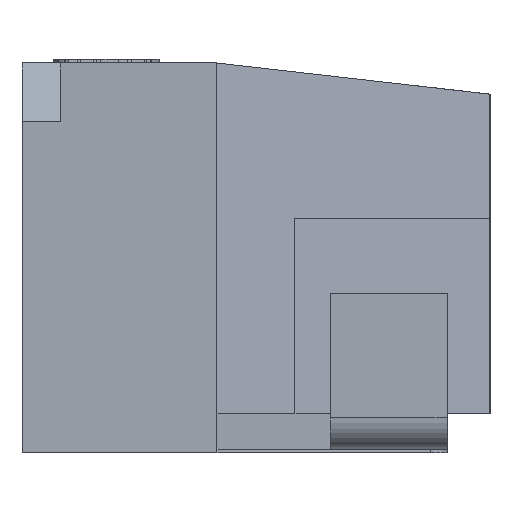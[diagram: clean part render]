
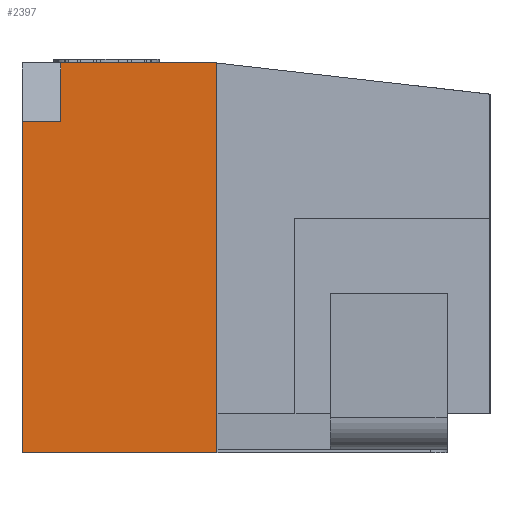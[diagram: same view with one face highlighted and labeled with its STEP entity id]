
A CAD part, left-side view. The second image highlights one B-rep face of the part: STEP entity #2397.
In plain terms, the highlighted planar face has unit normal (-1, 0, 0).
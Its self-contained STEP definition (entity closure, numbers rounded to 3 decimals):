
#363 = DIRECTION ( 'NONE',  ( -1., 0., 0. ) ) ;
#846 = VECTOR ( 'NONE', #14996, 1000. ) ;
#848 = ORIENTED_EDGE ( 'NONE', *, *, #4102, .F. ) ;
#905 = CARTESIAN_POINT ( 'NONE',  ( -1.75, 0.5, 0. ) ) ;
#1005 = VECTOR ( 'NONE', #6664, 1000. ) ;
#1182 = CARTESIAN_POINT ( 'NONE',  ( -1.75, 0.5, -0.5 ) ) ;
#1495 = CARTESIAN_POINT ( 'NONE',  ( -1.75, 0., -0.4 ) ) ;
#2220 = EDGE_CURVE ( 'NONE', #3666, #16530, #13118, .T. ) ;
#2271 = ORIENTED_EDGE ( 'NONE', *, *, #2220, .T. ) ;
#2301 = EDGE_CURVE ( 'NONE', #2954, #3666, #12847, .T. ) ;
#2397 = ADVANCED_FACE ( 'NONE', ( #11087 ), #10733, .T. ) ;
#2626 = EDGE_CURVE ( 'NONE', #16472, #2954, #11590, .T. ) ;
#2954 = VERTEX_POINT ( 'NONE', #4152 ) ;
#3156 = ORIENTED_EDGE ( 'NONE', *, *, #5030, .F. ) ;
#3219 = ORIENTED_EDGE ( 'NONE', *, *, #6875, .F. ) ;
#3666 = VERTEX_POINT ( 'NONE', #11485 ) ;
#4102 = EDGE_CURVE ( 'NONE', #14704, #16977, #16076, .T. ) ;
#4134 = DIRECTION ( 'NONE',  ( 0., 0., -1. ) ) ;
#4152 = CARTESIAN_POINT ( 'NONE',  ( -1.75, 0.5, 0.35 ) ) ;
#4303 = LINE ( 'NONE', #7952, #11692 ) ;
#5030 = EDGE_CURVE ( 'NONE', #16472, #10255, #12131, .T. ) ;
#5299 = EDGE_LOOP ( 'NONE', ( #7595, #16383, #2271, #3219, #848, #12404, #3156 ) ) ;
#5332 = CARTESIAN_POINT ( 'NONE',  ( -1.75, 0., 0. ) ) ;
#6142 = VECTOR ( 'NONE', #8727, 1000. ) ;
#6664 = DIRECTION ( 'NONE',  ( 0., -1., 0. ) ) ;
#6875 = EDGE_CURVE ( 'NONE', #16977, #16530, #4303, .T. ) ;
#7595 = ORIENTED_EDGE ( 'NONE', *, *, #2626, .T. ) ;
#7814 = LINE ( 'NONE', #14531, #1005 ) ;
#7952 = CARTESIAN_POINT ( 'NONE',  ( -1.75, 0., -0.5 ) ) ;
#8727 = DIRECTION ( 'NONE',  ( 0., 0., -1. ) ) ;
#8925 = VECTOR ( 'NONE', #11790, 1000. ) ;
#9064 = CARTESIAN_POINT ( 'NONE',  ( -1.75, 0., 0.5 ) ) ;
#9819 = VECTOR ( 'NONE', #4134, 1000. ) ;
#10255 = VERTEX_POINT ( 'NONE', #12852 ) ;
#10488 = CARTESIAN_POINT ( 'NONE',  ( -1.75, 0.4, 0.35 ) ) ;
#10659 = CARTESIAN_POINT ( 'NONE',  ( -1.75, 0., -0.5 ) ) ;
#10733 = PLANE ( 'NONE',  #16854 ) ;
#11087 = FACE_OUTER_BOUND ( 'NONE', #5299, .T. ) ;
#11485 = CARTESIAN_POINT ( 'NONE',  ( -1.75, 0.5, -0.5 ) ) ;
#11590 = LINE ( 'NONE', #13245, #15143 ) ;
#11692 = VECTOR ( 'NONE', #12047, 1000. ) ;
#11790 = DIRECTION ( 'NONE',  ( 0., -1., 0. ) ) ;
#12047 = DIRECTION ( 'NONE',  ( 0., 0., -1. ) ) ;
#12131 = LINE ( 'NONE', #13539, #846 ) ;
#12404 = ORIENTED_EDGE ( 'NONE', *, *, #13998, .F. ) ;
#12847 = LINE ( 'NONE', #905, #6142 ) ;
#12852 = CARTESIAN_POINT ( 'NONE',  ( -1.75, 0.4, 0.5 ) ) ;
#13118 = LINE ( 'NONE', #1182, #8925 ) ;
#13245 = CARTESIAN_POINT ( 'NONE',  ( -1.75, 0.4, 0.35 ) ) ;
#13539 = CARTESIAN_POINT ( 'NONE',  ( -1.75, 0.4, 0.5 ) ) ;
#13998 = EDGE_CURVE ( 'NONE', #10255, #14704, #7814, .T. ) ;
#14531 = CARTESIAN_POINT ( 'NONE',  ( -1.75, 0.5, 0.5 ) ) ;
#14651 = CARTESIAN_POINT ( 'NONE',  ( -1.75, 0.5, 0. ) ) ;
#14704 = VERTEX_POINT ( 'NONE', #9064 ) ;
#14906 = DIRECTION ( 'NONE',  ( 0., 0., 1. ) ) ;
#14996 = DIRECTION ( 'NONE',  ( 0., 0., 1. ) ) ;
#15143 = VECTOR ( 'NONE', #15758, 1000. ) ;
#15758 = DIRECTION ( 'NONE',  ( 0., 1., 0. ) ) ;
#16076 = LINE ( 'NONE', #5332, #9819 ) ;
#16383 = ORIENTED_EDGE ( 'NONE', *, *, #2301, .T. ) ;
#16472 = VERTEX_POINT ( 'NONE', #10488 ) ;
#16530 = VERTEX_POINT ( 'NONE', #10659 ) ;
#16854 = AXIS2_PLACEMENT_3D ( 'NONE', #14651, #363, #14906 ) ;
#16977 = VERTEX_POINT ( 'NONE', #1495 ) ;
